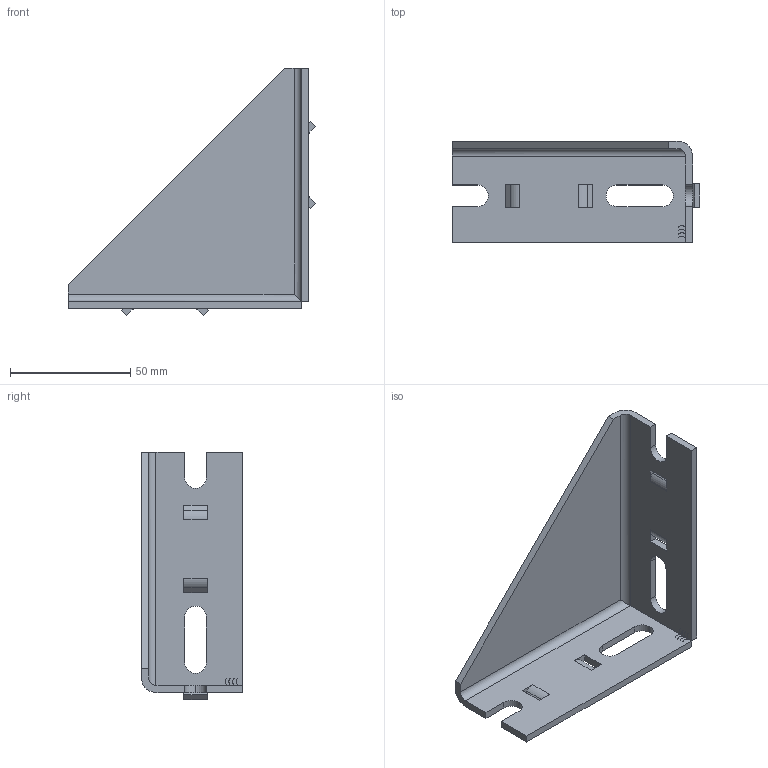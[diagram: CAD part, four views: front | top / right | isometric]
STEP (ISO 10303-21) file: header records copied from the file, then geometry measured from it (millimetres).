
FILE_DESCRIPTION (( 'STEP AP214' ), '1' );
FILE_NAME ('6261320', '2019-02-04T09:37:40', ( '' ), ('JUGARD+KÜNSTNER GmbH'), 'SwSTEP 2.0', 'SolidWorks 2017', '' );
FILE_SCHEMA (( 'AUTOMOTIVE_DESIGN' ));
Length unit declared in the file: millimetre
Products named in the file (1): 6261320_CNAJF00
Bounding box: 103 x 42 x 103 mm (x, y, z)
Volume: 37252.6 mm3; surface area: 27242.1 mm2
Topology: 1 solids, 1 shells, 116 faces, 308 edges, 202 vertices
Faces by surface type: plane 79, cylinder 37
Entity records: 3644 total; most frequent: CARTESIAN_POINT 633, ORIENTED_EDGE 616, DIRECTION 614, EDGE_CURVE 308, LINE 232, VECTOR 232, VERTEX_POINT 202, AXIS2_PLACEMENT_3D 191
